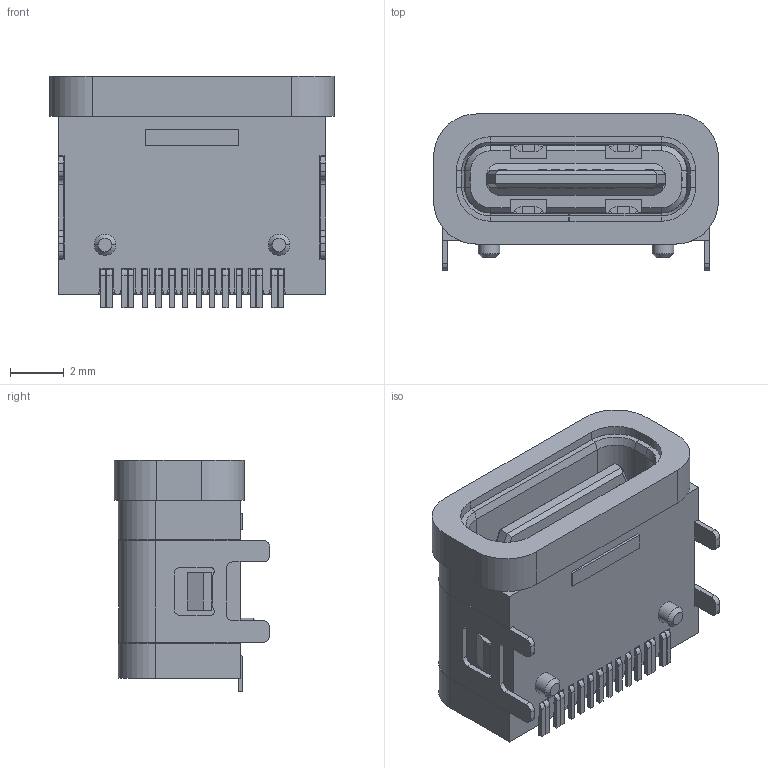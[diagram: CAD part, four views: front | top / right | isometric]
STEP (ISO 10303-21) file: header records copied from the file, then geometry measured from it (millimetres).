
FILE_DESCRIPTION((''),'2;1');
FILE_NAME('16P0001_ASM','2022-08-08T15:27:07',('asus'),(''),'CREO PARAMETRIC BY PTC INC, 2020053','CREO PARAMETRIC BY PTC INC, 2020053','');
FILE_SCHEMA(('AUTOMOTIVE_DESIGN { 1 0 10303 214 1 1 1 1 }'));
Length unit declared in the file: millimetre
Products named in the file (3): 01000; 16PDIP3D0001; 16P0001_ASM
Assembly tree (2 placements, depth 2):
  16P0001_ASM
    01000
    16PDIP3D0001
Bounding box: 10.64 x 5.82 x 8.65 mm (x, y, z)
Volume: 277.3 mm3; surface area: 883.5 mm2
Topology: 2 solids, 12 shells, 864 faces, 2363 edges, 1504 vertices
Faces by surface type: plane 649, cylinder 184, cone 23, bspline 8
Entity records: 34582 total; most frequent: CARTESIAN_POINT 5245, ORIENTED_EDGE 4726, DIRECTION 4390, EDGE_CURVE 2363, VECTOR 1906, LINE 1906, VERTEX_POINT 1504, AXIS2_PLACEMENT_3D 1242
